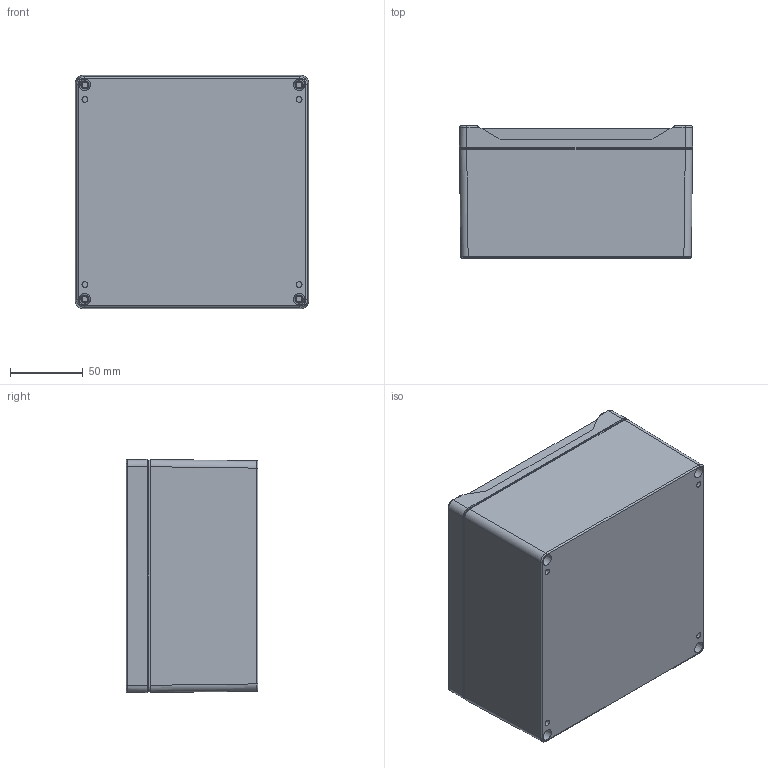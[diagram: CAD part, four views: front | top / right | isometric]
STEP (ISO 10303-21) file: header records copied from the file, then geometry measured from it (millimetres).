
FILE_DESCRIPTION (( 'STEP AP214' ), '1' );
FILE_NAME ('1555S2GY.STEP', '2020-11-07T20:27:16', ( '' ), ( '' ), 'SwSTEP 2.0', 'SolidWorks 2019', '' );
FILE_SCHEMA (( 'AUTOMOTIVE_DESIGN' ));
Length unit declared in the file: inch
Products named in the file (1): 1555S2GY
Bounding box: 160 x 90.5 x 160 mm (x, y, z)
Volume: 355507.4 mm3; surface area: 245065.5 mm2
Topology: 15 solids, 15 shells, 1396 faces, 3598 edges, 2334 vertices
Faces by surface type: plane 424, bspline 412, cylinder 328, cone 232
Full cylindrical faces by diameter (mm): 2 x8, 2.464 x4, 3.251 x4, 3.43 x4, 3.5 x4, 3.81 x12, 3.88 x4, 3.912 x4, 5.334 x4, 5.537 x8, 6 x4, 6.35 x8
Entity records: 70839 total; most frequent: CARTESIAN_POINT 21477, ORIENTED_EDGE 6772, DIRECTION 5557, EDGE_CURVE 3386, VERTEX_POINT 2282, AXIS2_PLACEMENT_3D 2000, EDGE_LOOP 1700, LINE 1557
